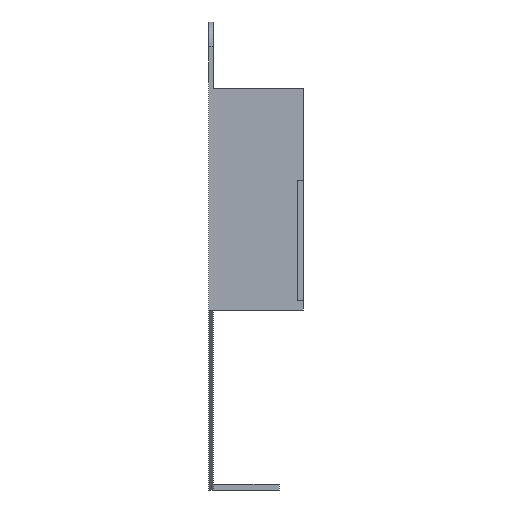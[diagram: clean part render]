
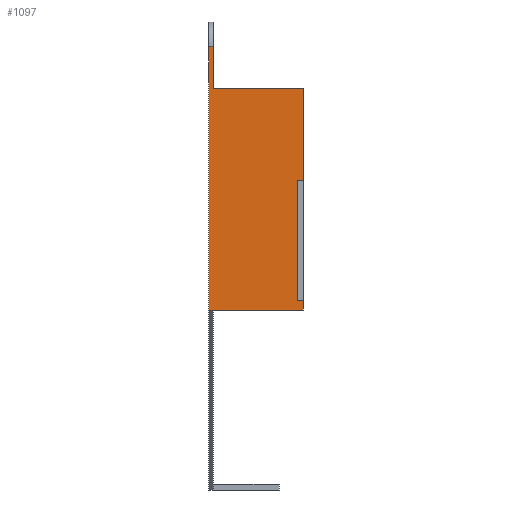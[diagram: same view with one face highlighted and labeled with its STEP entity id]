
A CAD part, left-side view. The second image highlights one B-rep face of the part: STEP entity #1097.
In plain terms, the highlighted planar face has unit normal (-1, 0, 0).
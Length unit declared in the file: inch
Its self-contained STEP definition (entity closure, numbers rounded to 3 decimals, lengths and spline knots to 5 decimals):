
#76 = ORIENTED_EDGE ( 'NONE', *, *, #554, .F. ) ;
#77 = ORIENTED_EDGE ( 'NONE', *, *, #553, .F. ) ;
#78 = ORIENTED_EDGE ( 'NONE', *, *, #552, .T. ) ;
#79 = ORIENTED_EDGE ( 'NONE', *, *, #551, .T. ) ;
#80 = ORIENTED_EDGE ( 'NONE', *, *, #1211, .F. ) ;
#81 = ORIENTED_EDGE ( 'NONE', *, *, #550, .T. ) ;
#82 = ORIENTED_EDGE ( 'NONE', *, *, #549, .F. ) ;
#83 = ORIENTED_EDGE ( 'NONE', *, *, #548, .F. ) ;
#84 = ORIENTED_EDGE ( 'NONE', *, *, #547, .F. ) ;
#86 = ORIENTED_EDGE ( 'NONE', *, *, #546, .F. ) ;
#87 = ORIENTED_EDGE ( 'NONE', *, *, #545, .F. ) ;
#99 = VERTEX_POINT ( 'NONE', #1008 ) ;
#133 = EDGE_LOOP ( 'NONE', ( #87, #86, #84, #83, #82, #81, #80, #79, #78, #77, #76 ) ) ;
#163 = VERTEX_POINT ( 'NONE', #985 ) ;
#164 = VERTEX_POINT ( 'NONE', #983 ) ;
#237 = VERTEX_POINT ( 'NONE', #975 ) ;
#259 = VERTEX_POINT ( 'NONE', #963 ) ;
#274 = VECTOR ( 'NONE', #1154, 39.37008 ) ;
#276 = LINE ( 'NONE', #1168, #274 ) ;
#314 = FACE_OUTER_BOUND ( 'NONE', #133, .T. ) ;
#442 = VECTOR ( 'NONE', #1015, 39.37008 ) ;
#444 = VECTOR ( 'NONE', #1020, 39.37008 ) ;
#446 = VECTOR ( 'NONE', #1023, 39.37008 ) ;
#447 = LINE ( 'NONE', #1022, #444 ) ;
#448 = VECTOR ( 'NONE', #1025, 39.37008 ) ;
#449 = LINE ( 'NONE', #1024, #446 ) ;
#450 = VECTOR ( 'NONE', #1026, 39.37008 ) ;
#451 = LINE ( 'NONE', #1030, #442 ) ;
#452 = VECTOR ( 'NONE', #1029, 39.37008 ) ;
#453 = LINE ( 'NONE', #1028, #450 ) ;
#454 = VECTOR ( 'NONE', #1032, 39.37008 ) ;
#455 = LINE ( 'NONE', #1033, #448 ) ;
#456 = VECTOR ( 'NONE', #1035, 39.37008 ) ;
#457 = LINE ( 'NONE', #1036, #452 ) ;
#458 = VECTOR ( 'NONE', #1037, 39.37008 ) ;
#459 = LINE ( 'NONE', #1038, #454 ) ;
#460 = VECTOR ( 'NONE', #1047, 39.37008 ) ;
#461 = LINE ( 'NONE', #1043, #456 ) ;
#462 = LINE ( 'NONE', #1045, #460 ) ;
#466 = LINE ( 'NONE', #1042, #458 ) ;
#545 = EDGE_CURVE ( 'NONE', #1270, #1251, #462, .T. ) ;
#546 = EDGE_CURVE ( 'NONE', #1256, #1270, #466, .T. ) ;
#547 = EDGE_CURVE ( 'NONE', #1223, #1256, #461, .T. ) ;
#548 = EDGE_CURVE ( 'NONE', #1255, #1223, #459, .T. ) ;
#549 = EDGE_CURVE ( 'NONE', #1221, #1255, #457, .T. ) ;
#550 = EDGE_CURVE ( 'NONE', #1221, #259, #453, .T. ) ;
#551 = EDGE_CURVE ( 'NONE', #99, #164, #455, .T. ) ;
#552 = EDGE_CURVE ( 'NONE', #164, #163, #449, .T. ) ;
#553 = EDGE_CURVE ( 'NONE', #237, #163, #447, .T. ) ;
#554 = EDGE_CURVE ( 'NONE', #1251, #237, #451, .T. ) ;
#648 = DIRECTION ( 'NONE',  ( 0., 0., 1. ) ) ;
#649 = DIRECTION ( 'NONE',  ( -1., 0., 0. ) ) ;
#654 = PLANE ( 'NONE',  #899 ) ;
#668 = CARTESIAN_POINT ( 'NONE',  ( -0.415, -0.008, 0.5 ) ) ;
#899 = AXIS2_PLACEMENT_3D ( 'NONE', #668, #649, #648 ) ;
#963 = CARTESIAN_POINT ( 'NONE',  ( -0.415, -0.008, 0.17 ) ) ;
#975 = CARTESIAN_POINT ( 'NONE',  ( -0.415, -0.008, -0.2 ) ) ;
#983 = CARTESIAN_POINT ( 'NONE',  ( -0.415, 0., 0.24 ) ) ;
#985 = CARTESIAN_POINT ( 'NONE',  ( -0.415, 0., -0.2 ) ) ;
#1008 = CARTESIAN_POINT ( 'NONE',  ( -0.415, -0.008, 0.24 ) ) ;
#1015 = DIRECTION ( 'NONE',  ( 0., 1., 0. ) ) ;
#1020 = DIRECTION ( 'NONE',  ( 0., 1., 0. ) ) ;
#1022 = CARTESIAN_POINT ( 'NONE',  ( -0.415, -0.2, -0.2 ) ) ;
#1023 = DIRECTION ( 'NONE',  ( 0., 0., -1. ) ) ;
#1024 = CARTESIAN_POINT ( 'NONE',  ( -0.415, 0., 0.5 ) ) ;
#1025 = DIRECTION ( 'NONE',  ( 0., 1., 0. ) ) ;
#1026 = DIRECTION ( 'NONE',  ( 0., 1., 0. ) ) ;
#1028 = CARTESIAN_POINT ( 'NONE',  ( -0.415, -0.158, 0.17 ) ) ;
#1029 = DIRECTION ( 'NONE',  ( 0., 0., -1. ) ) ;
#1030 = CARTESIAN_POINT ( 'NONE',  ( -0.415, -0.158, -0.2 ) ) ;
#1032 = DIRECTION ( 'NONE',  ( 0., 1., 0. ) ) ;
#1033 = CARTESIAN_POINT ( 'NONE',  ( -0.415, 0., 0.24 ) ) ;
#1035 = DIRECTION ( 'NONE',  ( 0., 0., -1. ) ) ;
#1036 = CARTESIAN_POINT ( 'NONE',  ( -0.415, -0.158, -0.2 ) ) ;
#1037 = DIRECTION ( 'NONE',  ( 0., -1., 0. ) ) ;
#1038 = CARTESIAN_POINT ( 'NONE',  ( -0.415, -0.158, 0.016 ) ) ;
#1042 = CARTESIAN_POINT ( 'NONE',  ( -0.415, -0.158, -0.184 ) ) ;
#1043 = CARTESIAN_POINT ( 'NONE',  ( -0.415, -0.148, -0.184 ) ) ;
#1045 = CARTESIAN_POINT ( 'NONE',  ( -0.415, -0.158, -0.2 ) ) ;
#1047 = DIRECTION ( 'NONE',  ( 0., 0., -1. ) ) ;
#1097 = ADVANCED_FACE ( 'NONE', ( #314 ), #654, .T. ) ;
#1141 = CARTESIAN_POINT ( 'NONE',  ( -0.415, -0.158, -0.184 ) ) ;
#1143 = CARTESIAN_POINT ( 'NONE',  ( -0.415, -0.158, 0.016 ) ) ;
#1150 = CARTESIAN_POINT ( 'NONE',  ( -0.415, -0.148, -0.184 ) ) ;
#1152 = CARTESIAN_POINT ( 'NONE',  ( -0.415, -0.158, -0.2 ) ) ;
#1154 = DIRECTION ( 'NONE',  ( 0., 0., -1. ) ) ;
#1160 = CARTESIAN_POINT ( 'NONE',  ( -0.415, -0.148, 0.016 ) ) ;
#1162 = CARTESIAN_POINT ( 'NONE',  ( -0.415, -0.158, 0.17 ) ) ;
#1168 = CARTESIAN_POINT ( 'NONE',  ( -0.415, -0.008, 0.5 ) ) ;
#1211 = EDGE_CURVE ( 'NONE', #99, #259, #276, .T. ) ;
#1221 = VERTEX_POINT ( 'NONE', #1162 ) ;
#1223 = VERTEX_POINT ( 'NONE', #1160 ) ;
#1251 = VERTEX_POINT ( 'NONE', #1152 ) ;
#1255 = VERTEX_POINT ( 'NONE', #1143 ) ;
#1256 = VERTEX_POINT ( 'NONE', #1150 ) ;
#1270 = VERTEX_POINT ( 'NONE', #1141 ) ;
